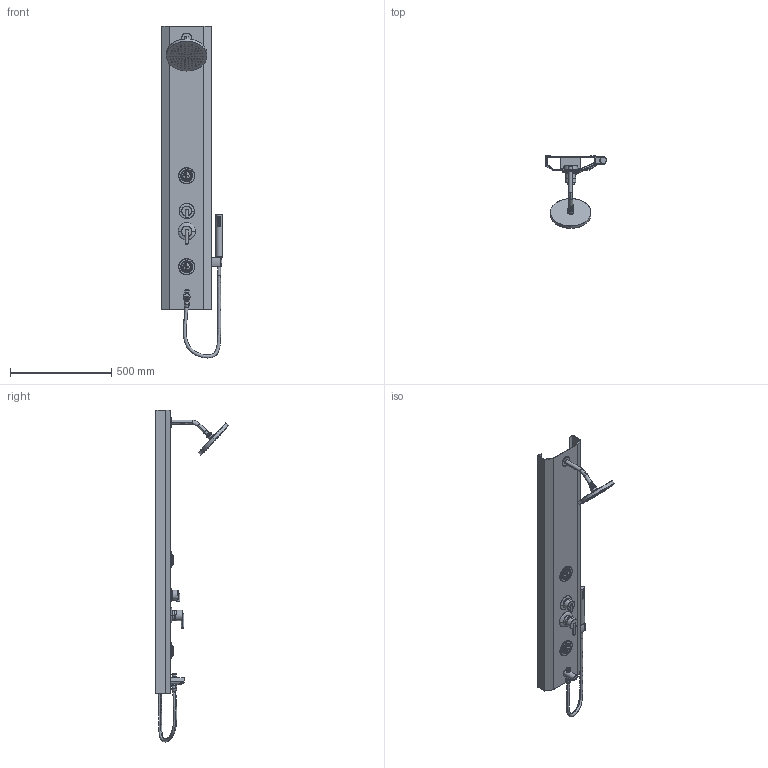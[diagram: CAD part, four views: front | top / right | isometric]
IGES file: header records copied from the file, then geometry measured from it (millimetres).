
Start section:  PTC IGES file: vitra_energy.igs
Global section: file name: 31H; native system: Rhinoceros ( May 19 2006 ); preprocessor: Trout Lake IGES 012 May 19 2006; date: 131224.143846; units: millimetre
Bounding box: 300.36 x 360.42 x 1640.93 mm (x, y, z)
Surface area: 1539578.4 mm2 (no closed solid volume)
Topology: 0 solids, 0 shells, 1678 faces, 20825 edges, 20825 vertices
Faces by surface type: bspline 1678
